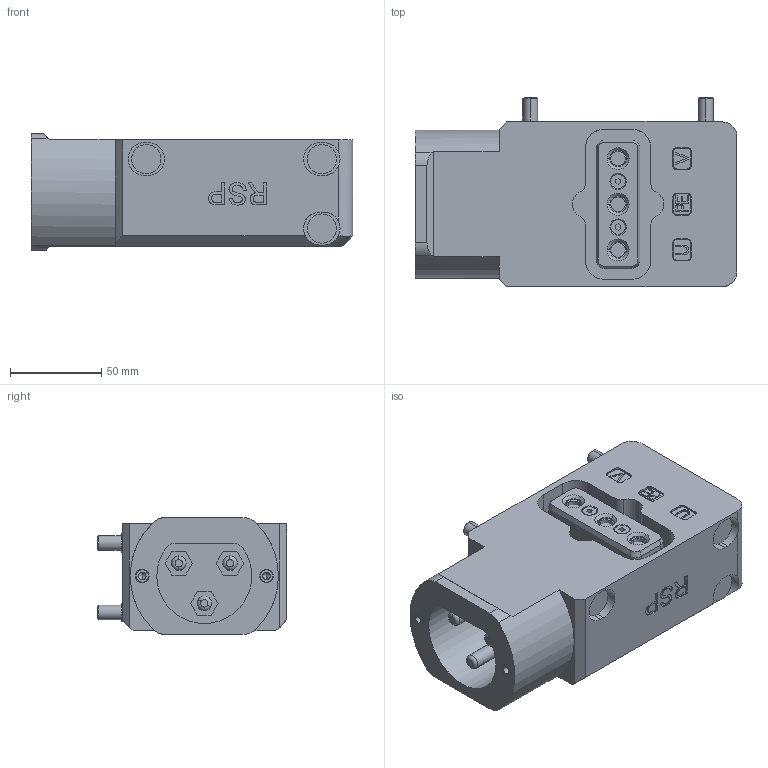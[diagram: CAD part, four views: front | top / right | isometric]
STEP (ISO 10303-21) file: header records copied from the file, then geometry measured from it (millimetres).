
FILE_DESCRIPTION (( 'STEP AP203' ), '1' );
FILE_NAME ('P6717.STEP', '2018-11-30T14:43:30', ( 'rsp' ), ( 'Hewlett-Packard Company' ), 'SwSTEP 2.0', 'SolidWorks 2017', '' );
FILE_SCHEMA (( 'CONFIG_CONTROL_DESIGN' ));
Length unit declared in the file: millimetre
Products named in the file (1): P6717
Bounding box: 176 x 103.5 x 64 mm (x, y, z)
Volume: 843803.8 mm3; surface area: 143431.5 mm2
Topology: 19 solids, 19 shells, 595 faces, 1441 edges, 935 vertices
Faces by surface type: plane 285, cylinder 194, bspline 68, cone 42, torus 6
Entity records: 20930 total; most frequent: CARTESIAN_POINT 7098, ORIENTED_EDGE 2854, DIRECTION 2743, EDGE_CURVE 1427, AXIS2_PLACEMENT_3D 946, VERTEX_POINT 935, VECTOR 851, LINE 851
